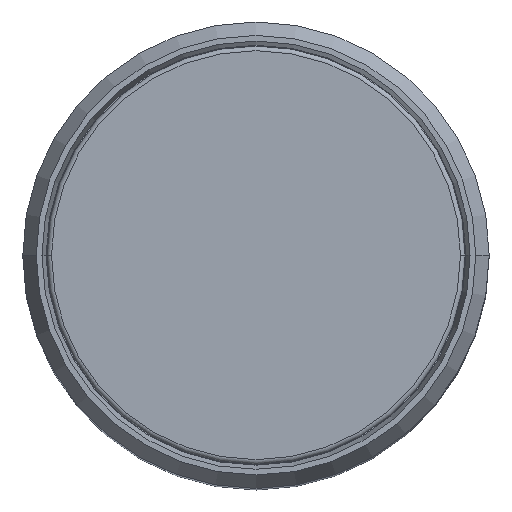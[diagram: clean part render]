
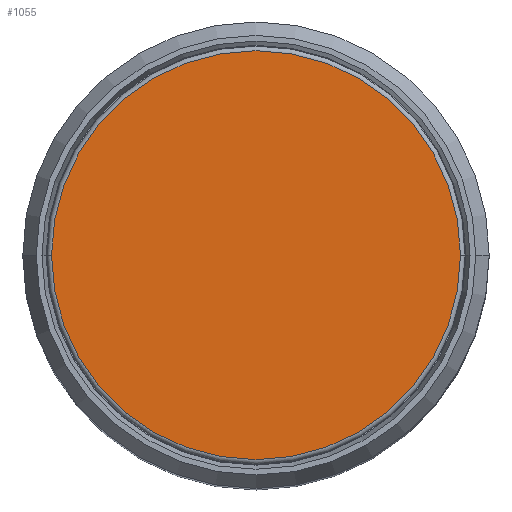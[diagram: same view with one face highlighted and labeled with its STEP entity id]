
A CAD part, top view. The second image highlights one B-rep face of the part: STEP entity #1055.
In plain terms, the highlighted planar face has unit normal (0, 0, 1).
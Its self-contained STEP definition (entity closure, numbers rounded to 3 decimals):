
#326=CARTESIAN_POINT('',(0.,0.,0.));
#327=DIRECTION('',(0.,0.,1.));
#328=DIRECTION('',(1.,0.,0.));
#329=AXIS2_PLACEMENT_3D('',#326,#327,#328);
#336=CARTESIAN_POINT('',(0.,0.,0.));
#337=DIRECTION('',(0.,0.,1.));
#338=DIRECTION('',(-1.,0.,0.));
#339=AXIS2_PLACEMENT_3D('',#336,#337,#338);
#419=CARTESIAN_POINT('',(-13.15,0.,0.));
#421=VERTEX_POINT('',#419);
#423=CARTESIAN_POINT('',(13.15,0.,0.));
#425=VERTEX_POINT('',#423);
#1045=CARTESIAN_POINT('',(0.,0.,0.));
#1046=DIRECTION('',(0.,0.,-1.));
#1047=DIRECTION('',(1.,0.,0.));
#1048=AXIS2_PLACEMENT_3D('',#1045,#1046,#1047);
#1049=PLANE('',#1048);
#1050=ORIENTED_EDGE('',*,*,#1028,.F.);
#1052=ORIENTED_EDGE('',*,*,#1051,.F.);
#1053=EDGE_LOOP('',(#1050,#1052));
#1054=FACE_OUTER_BOUND('',#1053,.F.);
#1055=ADVANCED_FACE('',(#1054),#1049,.F.);
#330=CIRCLE('',#329,13.15);
#340=CIRCLE('',#339,13.15);
#1028=EDGE_CURVE('',#425,#421,#330,.T.);
#1051=EDGE_CURVE('',#421,#425,#340,.T.);
